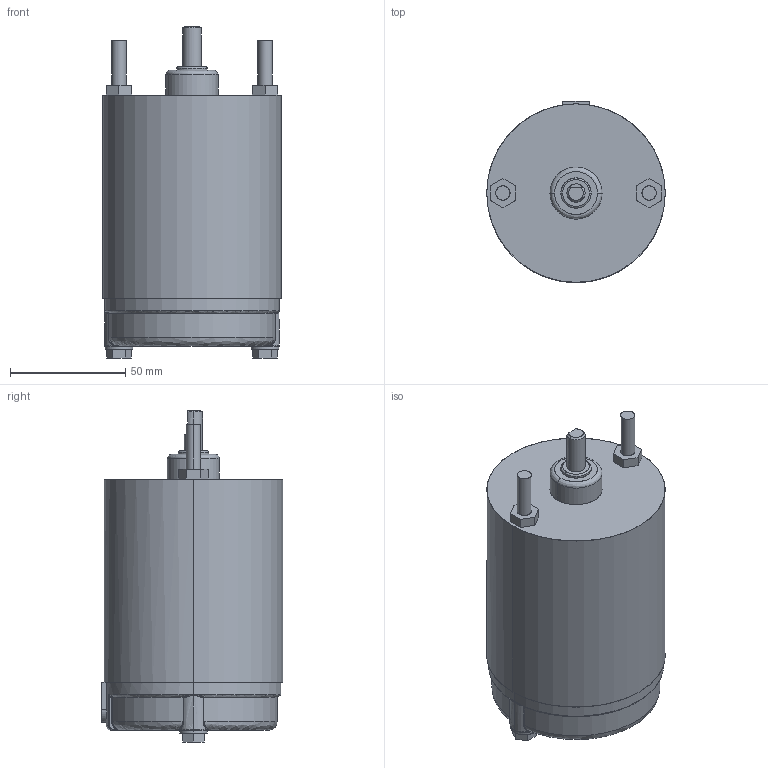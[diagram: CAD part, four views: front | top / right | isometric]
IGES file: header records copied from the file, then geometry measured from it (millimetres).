
Start section: SolidWorks IGES FILE using analytic representation for surfaces
Global section: file name: Apack.IGS; native system: SolidWorks 2001Plus by SolidWorks Corporation; preprocessor: Version 5.3; author: Pete; date: 030131.171125; units: millimetre
Bounding box: 77.5 x 78.75 x 144.24 mm (x, y, z)
Surface area: 38327.1 mm2 (no closed solid volume)
Topology: 0 solids, 0 shells, 147 faces, 1806 edges, 1790 vertices
Faces by surface type: bspline 96, revolution 51
